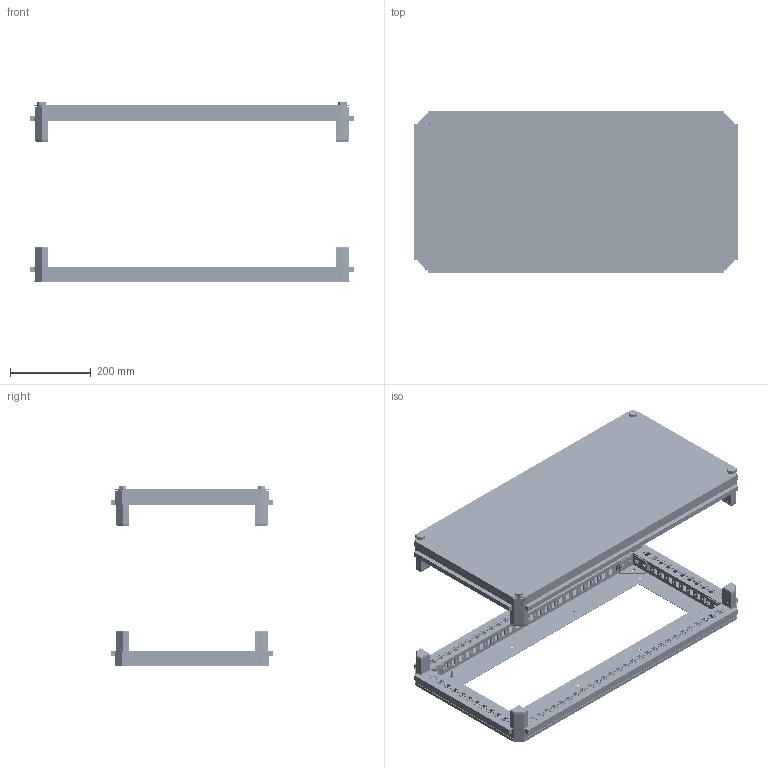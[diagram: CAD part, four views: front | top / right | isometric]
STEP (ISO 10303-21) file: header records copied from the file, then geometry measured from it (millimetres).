
FILE_DESCRIPTION (( 'STEP AP203' ), '1' );
FILE_NAME ('FO-00-KOF-040-080 FORMAT Êðûøà è îñíîâàíèå (ïîä ôëàíåö) 400õ800 IEK.STEP', '2024-07-29T14:44:13', ( '' ), ( '' ), 'SwSTEP 2.0', 'SolidWorks 2022', '' );
FILE_SCHEMA (( 'CONFIG_CONTROL_DESIGN' ));
Products named in the file (1): FO-00-KOF-040-080 FORMAT Крыша и основание (под фланец) 400х800 IEK
Bounding box: 800.11 x 400.11 x 444.4 mm (x, y, z)
Volume: 3233136.9 mm3; surface area: 2530866.1 mm2
Topology: 54 solids, 54 shells, 5704 faces, 15456 edges, 10072 vertices
Faces by surface type: plane 3256, cylinder 1824, bspline 344, cone 280
Entity records: 192599 total; most frequent: CARTESIAN_POINT 50045, ORIENTED_EDGE 30816, DIRECTION 27402, EDGE_CURVE 15408, VERTEX_POINT 10056, VECTOR 9800, LINE 9800, AXIS2_PLACEMENT_3D 8801
